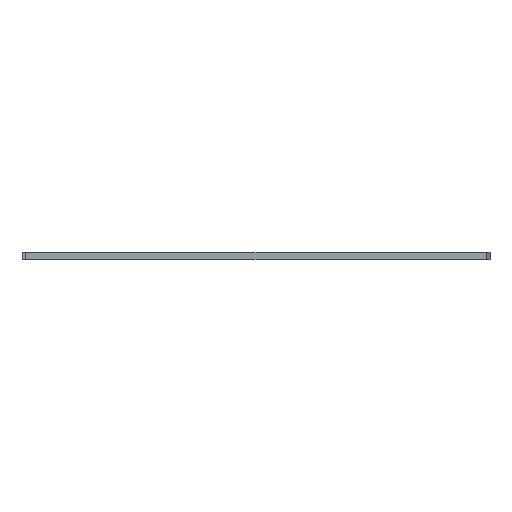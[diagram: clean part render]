
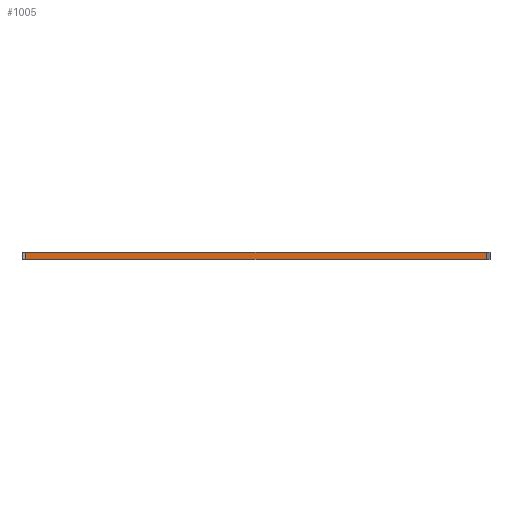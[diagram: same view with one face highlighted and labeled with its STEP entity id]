
A CAD part, top view. The second image highlights one B-rep face of the part: STEP entity #1005.
In plain terms, the highlighted planar face has unit normal (0, 0, 1).
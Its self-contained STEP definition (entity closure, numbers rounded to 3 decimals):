
#109=FACE_OUTER_BOUND('',#164,.T.);
#164=EDGE_LOOP('',(#867,#868,#869,#870));
#195=LINE('',#1399,#311);
#226=LINE('',#1463,#342);
#251=LINE('',#1510,#367);
#290=LINE('',#1636,#406);
#311=VECTOR('',#1133,10.);
#342=VECTOR('',#1182,10.);
#367=VECTOR('',#1215,10.);
#406=VECTOR('',#1352,10.);
#421=VERTEX_POINT('',#1396);
#422=VERTEX_POINT('',#1398);
#445=VERTEX_POINT('',#1459);
#446=VERTEX_POINT('',#1461);
#523=EDGE_CURVE('',#422,#421,#195,.T.);
#554=EDGE_CURVE('',#445,#446,#226,.T.);
#579=EDGE_CURVE('',#421,#445,#251,.T.);
#642=EDGE_CURVE('',#422,#446,#290,.T.);
#867=ORIENTED_EDGE('',*,*,#523,.T.);
#868=ORIENTED_EDGE('',*,*,#579,.T.);
#869=ORIENTED_EDGE('',*,*,#554,.T.);
#870=ORIENTED_EDGE('',*,*,#642,.F.);
#959=PLANE('',#1095);
#1005=ADVANCED_FACE('',(#109),#959,.T.);
#1095=AXIS2_PLACEMENT_3D('',#1635,#1350,#1351);
#1133=DIRECTION('',(0.,-1.,0.));
#1182=DIRECTION('',(0.,1.,0.));
#1215=DIRECTION('',(1.,0.,0.));
#1350=DIRECTION('center_axis',(0.,0.,1.));
#1351=DIRECTION('ref_axis',(1.,0.,0.));
#1352=DIRECTION('',(1.,0.,0.));
#1396=CARTESIAN_POINT('',(-178.65,0.,0.));
#1398=CARTESIAN_POINT('',(-178.65,2.7,0.));
#1399=CARTESIAN_POINT('',(-178.65,1.35,0.));
#1459=CARTESIAN_POINT('',(-1.35,0.,0.));
#1461=CARTESIAN_POINT('',(-1.35,2.7,0.));
#1463=CARTESIAN_POINT('',(-1.35,1.35,0.));
#1510=CARTESIAN_POINT('',(-180.,0.,0.));
#1635=CARTESIAN_POINT('Origin',(-180.,0.,0.));
#1636=CARTESIAN_POINT('',(-180.,2.7,0.));
